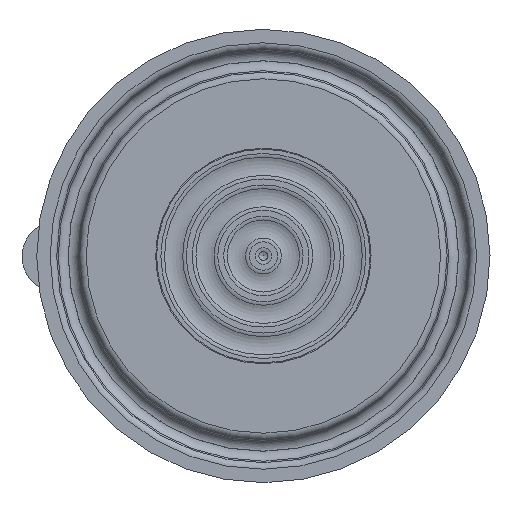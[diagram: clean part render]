
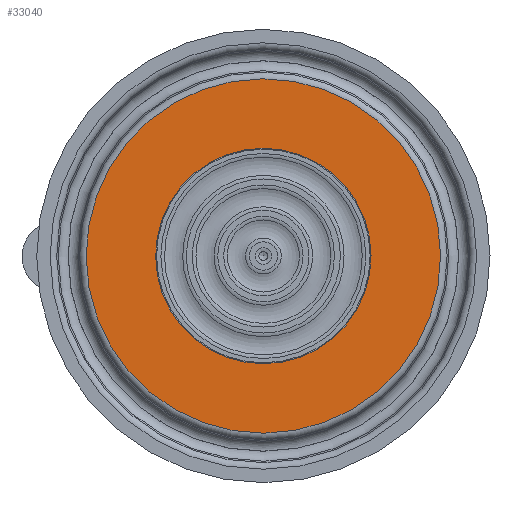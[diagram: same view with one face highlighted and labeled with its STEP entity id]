
A CAD part, left-side view. The second image highlights one B-rep face of the part: STEP entity #33040.
In plain terms, the highlighted planar face has unit normal (-1, 0, 0).
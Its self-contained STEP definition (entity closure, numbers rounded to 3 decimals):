
#821=FACE_BOUND('',#5523,.T.);
#1854=PLANE('',#35286);
#3602=FACE_OUTER_BOUND('',#5522,.T.);
#5522=EDGE_LOOP('',(#30874));
#5523=EDGE_LOOP('',(#30875));
#6238=CIRCLE('',#35279,12.);
#6242=CIRCLE('',#35287,19.742);
#16484=VERTEX_POINT('',#93581);
#16486=VERTEX_POINT('',#93592);
#21290=EDGE_CURVE('',#16484,#16484,#6238,.T.);
#21295=EDGE_CURVE('',#16486,#16486,#6242,.T.);
#30874=ORIENTED_EDGE('',*,*,#21295,.F.);
#30875=ORIENTED_EDGE('',*,*,#21290,.T.);
#33040=ADVANCED_FACE('',(#3602,#821),#1854,.T.);
#35279=AXIS2_PLACEMENT_3D('',#93582,#42646,#42647);
#35286=AXIS2_PLACEMENT_3D('',#93591,#42661,#42662);
#35287=AXIS2_PLACEMENT_3D('',#93593,#42663,#42664);
#42646=DIRECTION('center_axis',(1.,0.,0.));
#42647=DIRECTION('ref_axis',(0.,1.,0.));
#42661=DIRECTION('center_axis',(-1.,0.,0.));
#42662=DIRECTION('ref_axis',(0.,0.,1.));
#42663=DIRECTION('center_axis',(1.,0.,0.));
#42664=DIRECTION('ref_axis',(0.,0.,-1.));
#93581=CARTESIAN_POINT('',(0.,-12.,0.));
#93582=CARTESIAN_POINT('Origin',(0.,0.,
0.));
#93591=CARTESIAN_POINT('Origin',(0.,19.742,
0.));
#93592=CARTESIAN_POINT('',(0.,0.,19.742));
#93593=CARTESIAN_POINT('Origin',(0.,0.,0.));
